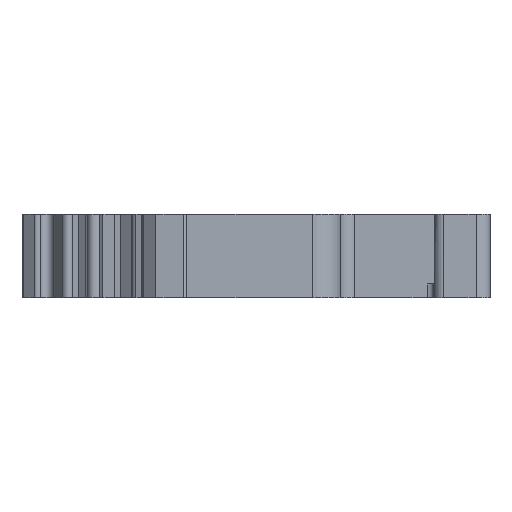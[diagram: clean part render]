
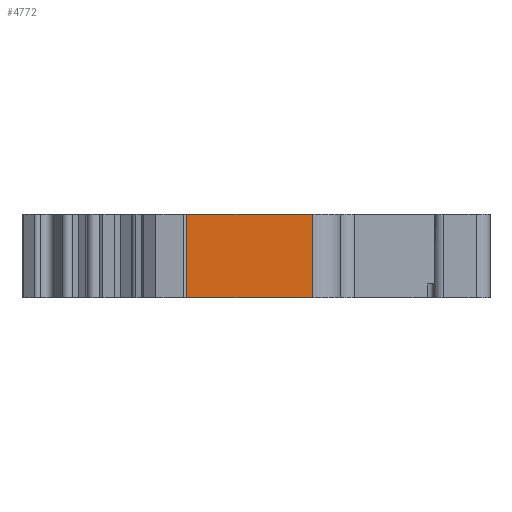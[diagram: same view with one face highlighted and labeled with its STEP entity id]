
A CAD part, left-side view. The second image highlights one B-rep face of the part: STEP entity #4772.
In plain terms, the highlighted planar face has unit normal (-1, 0, 0).
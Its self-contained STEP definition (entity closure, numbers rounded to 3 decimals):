
#506=DIRECTION('',(0.,-1.,0.));
#507=VECTOR('',#506,9.016);
#508=CARTESIAN_POINT('',(-23.4,4.966,-3.));
#509=LINE('',#508,#507);
#906=DIRECTION('',(0.,-1.,0.));
#907=VECTOR('',#906,9.016);
#908=CARTESIAN_POINT('',(-23.4,4.966,3.));
#909=LINE('',#908,#907);
#1739=DIRECTION('',(0.,0.,1.));
#1740=VECTOR('',#1739,6.);
#1741=CARTESIAN_POINT('',(-23.4,4.966,-3.));
#1742=LINE('',#1741,#1740);
#1743=DIRECTION('',(0.,0.,1.));
#1744=VECTOR('',#1743,6.);
#1745=CARTESIAN_POINT('',(-23.4,-4.05,-3.));
#1746=LINE('',#1745,#1744);
#1961=CARTESIAN_POINT('',(-23.4,4.966,-3.));
#1962=VERTEX_POINT('',#1961);
#1963=CARTESIAN_POINT('',(-23.4,-4.05,-3.));
#1964=VERTEX_POINT('',#1963);
#2185=CARTESIAN_POINT('',(-23.4,4.966,3.));
#2186=VERTEX_POINT('',#2185);
#2187=CARTESIAN_POINT('',(-23.4,-4.05,3.));
#2188=VERTEX_POINT('',#2187);
#4760=CARTESIAN_POINT('',(-23.4,4.966,-3.));
#4761=DIRECTION('',(-1.,0.,0.));
#4762=DIRECTION('',(0.,-1.,0.));
#4763=AXIS2_PLACEMENT_3D('',#4760,#4761,#4762);
#4764=PLANE('',#4763);
#4765=ORIENTED_EDGE('',*,*,#2706,.F.);
#4766=ORIENTED_EDGE('',*,*,#4755,.T.);
#4767=ORIENTED_EDGE('',*,*,#2940,.T.);
#4769=ORIENTED_EDGE('',*,*,#4768,.F.);
#4770=EDGE_LOOP('',(#4765,#4766,#4767,#4769));
#4771=FACE_OUTER_BOUND('',#4770,.F.);
#2706=EDGE_CURVE('',#1962,#1964,#509,.T.);
#2940=EDGE_CURVE('',#2186,#2188,#909,.T.);
#4755=EDGE_CURVE('',#1962,#2186,#1742,.T.);
#4768=EDGE_CURVE('',#1964,#2188,#1746,.T.);
#4772=ADVANCED_FACE('',(#4771),#4764,.T.);
